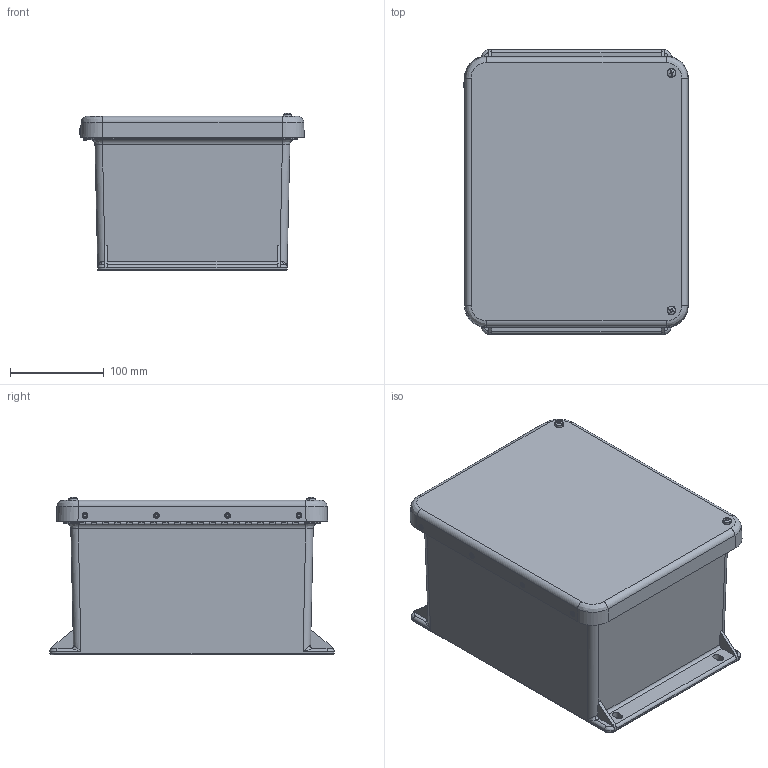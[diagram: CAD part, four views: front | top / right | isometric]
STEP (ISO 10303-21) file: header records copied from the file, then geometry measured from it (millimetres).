
FILE_DESCRIPTION(/* description */ (''),/* implementation_level */ '2;1');
FILE_NAME(/* name */ 'HW-J100806CHSC.stp',/* time_stamp */ '2016-08-19T08:24:29-05:00',/* author */ ('pmescher'),/* organization */ (''),/* preprocessor_version */ 'ST-DEVELOPER v16.5',/* originating_system */ 'Autodesk Inventor 2017',/* authorisation */ '');
FILE_SCHEMA (('AUTOMOTIVE_DESIGN { 1 0 10303 214 3 1 1 }'));
Length unit declared in the file: inch
Products named in the file (13): J100806HW_STP; WPJ100806HBOX; WPJ100806HWU; WPJ100806HWCVR; RMGAS_WPJ100806CVR; RMSC10-24X5/8COMBO; RMAS568007; RMINS45821P; RMHING9-1/2; RMHINGBOX7.5; RMHINGCOV7.5; RMHINGPIN7.5; RMRIV43
Assembly tree (32 placements, depth 3):
  J100806HW_STP
    WPJ100806HBOX
    WPJ100806HWU
      WPJ100806HWCVR
      RMGAS_WPJ100806CVR
    RMSC10-24X5/8COMBO  x2
    RMAS568007  x2
    RMINS45821P  x12
    RMHING9-1/2
      RMHINGBOX7.5
      RMHINGCOV7.5
      RMHINGPIN7.5
      RMRIV43  x8
Bounding box: 240.03 x 303.94 x 168.4 mm (x, y, z)
Volume: 1248959.1 mm3; surface area: 654569.5 mm2
Topology: 30 solids, 30 shells, 1184 faces, 2977 edges, 1876 vertices
Faces by surface type: cylinder 439, plane 397, cone 162, bspline 104, torus 78, sphere 4
Full cylindrical faces by diameter (mm): 2.159 x39, 2.64 x8, 3.175 x8, 3.327 x8, 3.556 x8, 3.861 x12, 3.967 x40, 4.039 x12, 4.826 x40, 6.858 x12, 7.95 x2, 9.525 x4
Entity records: 31765 total; most frequent: CARTESIAN_POINT 7702, DIRECTION 5132, ORIENTED_EDGE 4622, EDGE_CURVE 2311, AXIS2_PLACEMENT_3D 1986, VERTEX_POINT 1532, EDGE_LOOP 1301, LINE 1160
